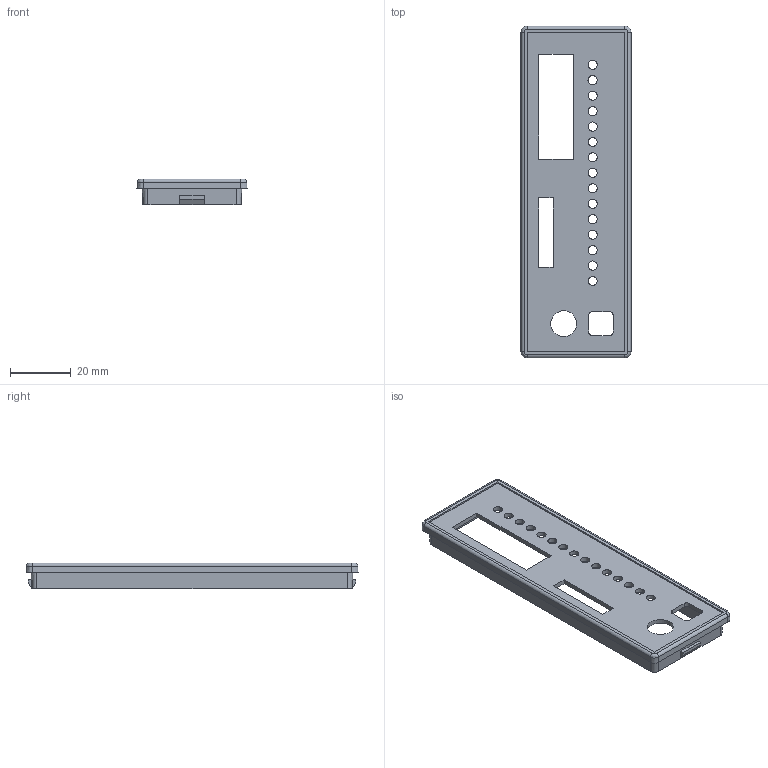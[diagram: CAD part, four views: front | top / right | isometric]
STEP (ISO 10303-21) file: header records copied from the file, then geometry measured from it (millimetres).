
FILE_DESCRIPTION( ( 'STEP AP203' ), '1' );
FILE_NAME( ' ', ' ', ( ' ' ), ( ' ' ), 'XStep 1.0', ' ', ' ' );
FILE_SCHEMA( ( 'CONFIG_CONTROL_DESIGN' ) );
Length unit declared in the file: millimetre
Products named in the file (1): 1
Bounding box: 36.2 x 109.2 x 8.5 mm (x, y, z)
Volume: 8507.8 mm3; surface area: 10939.9 mm2
Topology: 1 solids, 1 shells, 79 faces, 230 edges, 156 vertices
Faces by surface type: plane 43, cylinder 24, cone 8, bspline 4
Full cylindrical faces by diameter (mm): 3 x15, 8.5 x1
Entity records: 2576 total; most frequent: CARTESIAN_POINT 478, DIRECTION 418, ORIENTED_EDGE 396, EDGE_CURVE 198, AXIS2_PLACEMENT_3D 144, VERTEX_POINT 140, EDGE_LOOP 136, LINE 130
